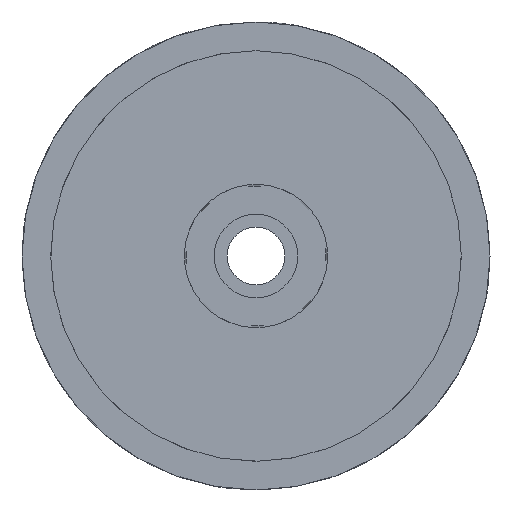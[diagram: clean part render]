
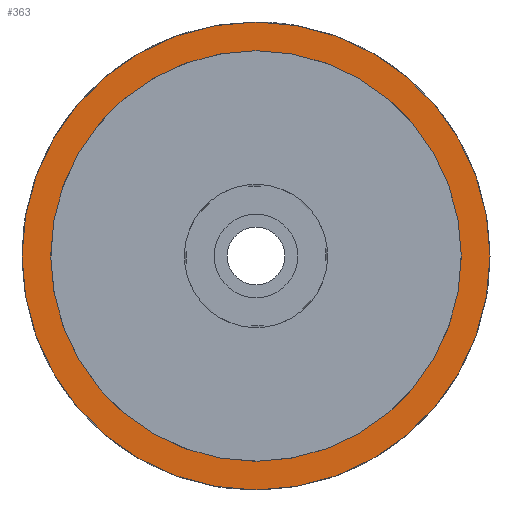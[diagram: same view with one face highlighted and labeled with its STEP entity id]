
A CAD part, left-side view. The second image highlights one B-rep face of the part: STEP entity #363.
In plain terms, the highlighted planar face has unit normal (-1, 0, 0).
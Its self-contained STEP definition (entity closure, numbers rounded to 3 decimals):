
#341=EDGE_CURVE('',#343,#343,#342,.T.);
#342=INTERSECTION_CURVE('',#1402,(#3452,#1398),.CURVE_3D.);
#343=VERTEX_POINT('',#344);
#344=CARTESIAN_POINT('',(-461.963,-46.09,456.115));
#363=ADVANCED_FACE('',(#364,#371),#1398,.T.);
#364=FACE_BOUND('',#365,.T.);
#365=EDGE_LOOP('',(#366));
#366=ORIENTED_EDGE('',*,*,#367,.F.);
#367=EDGE_CURVE('',#369,#369,#368,.T.);
#368=INTERSECTION_CURVE('',#1407,(#1398,#3596),.CURVE_3D.);
#369=VERTEX_POINT('',#370);
#370=CARTESIAN_POINT('',(-461.963,-46.09,406.289));
#371=FACE_BOUND('',#372,.T.);
#372=EDGE_LOOP('',(#373));
#373=ORIENTED_EDGE('',*,*,#341,.T.);
#1398=PLANE('',#1401);
#1399=CARTESIAN_POINT('',(-461.963,-46.09,431.202));
#1400=DIRECTION('',(-1.,0.,0.));
#1401=AXIS2_PLACEMENT_3D('',#1399,#1400,$);
#1402=CIRCLE('',#1403,406.06);
#1403=AXIS2_PLACEMENT_3D('',#1404,#1405,#1406);
#1404=CARTESIAN_POINT('',(-461.963,-46.09,50.055));
#1405=DIRECTION('',(-1.,0.,0.));
#1406=DIRECTION('',(0.,0.,406.06));
#1407=CIRCLE('',#1408,356.235);
#1408=AXIS2_PLACEMENT_3D('',#1409,#1410,#1411);
#1409=CARTESIAN_POINT('',(-461.963,-46.09,50.055));
#1410=DIRECTION('',(-1.,0.,0.));
#1411=DIRECTION('',(0.,0.,356.235));
#3452=CYLINDRICAL_SURFACE('',#3456,406.06);
#3453=CARTESIAN_POINT('',(-446.579,-46.09,50.055));
#3454=DIRECTION('',(-1.,0.,0.));
#3455=DIRECTION('',(0.,0.,406.06));
#3456=AXIS2_PLACEMENT_3D('',#3453,#3454,#3455);
#3596=CYLINDRICAL_SURFACE('',#3600,356.235);
#3597=CARTESIAN_POINT('',(-446.579,-46.09,50.055));
#3598=DIRECTION('',(-1.,0.,0.));
#3599=DIRECTION('',(0.,0.,356.235));
#3600=AXIS2_PLACEMENT_3D('',#3597,#3598,#3599);
